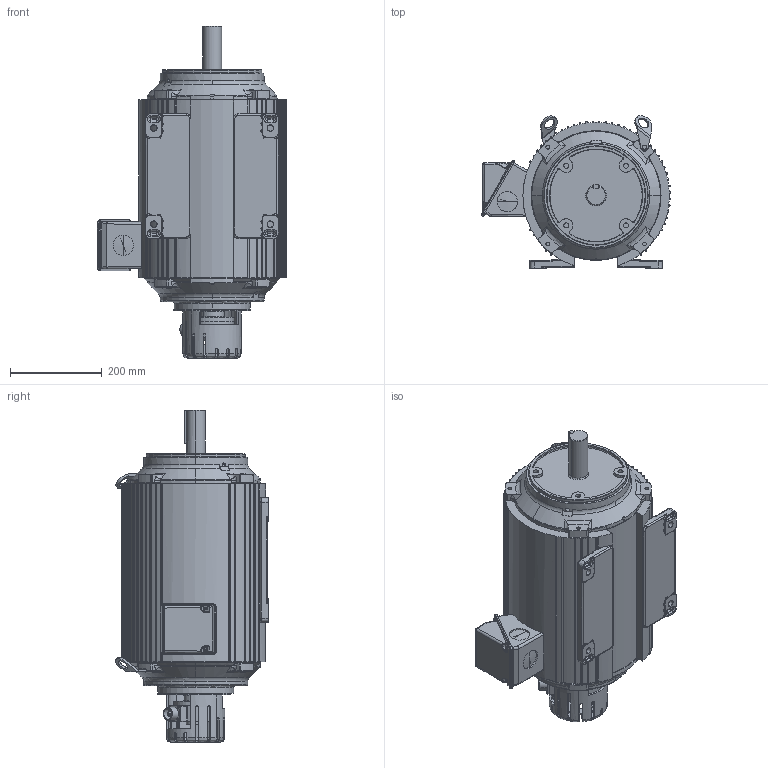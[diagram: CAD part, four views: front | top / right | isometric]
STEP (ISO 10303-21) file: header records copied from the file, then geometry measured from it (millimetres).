
FILE_DESCRIPTION (( 'STEP AP214' ), '1' );
FILE_NAME ('UN15T2BC-HS35A.STEP', '2024-08-13T01:14:07', ( '' ), ( '' ), 'SwSTEP 2.0', 'SolidWorks 2021', '' );
FILE_SCHEMA (( 'AUTOMOTIVE_DESIGN' ));
Length unit declared in the file: inch
Products named in the file (1): UN15T2BC-HS35A
Bounding box: 412.73 x 332.59 x 723.84 mm (x, y, z)
Volume: 38297586.7 mm3; surface area: 1189746 mm2
Topology: 24 solids, 24 shells, 2089 faces, 5453 edges, 3401 vertices
Faces by surface type: cylinder 635, plane 585, bspline 450, cone 237, torus 121, sphere 61
Entity records: 102050 total; most frequent: CARTESIAN_POINT 55243, ORIENTED_EDGE 10818, DIRECTION 8289, EDGE_CURVE 5409, VERTEX_POINT 3401, AXIS2_PLACEMENT_3D 3148, EDGE_LOOP 2222, FACE_OUTER_BOUND 2089
